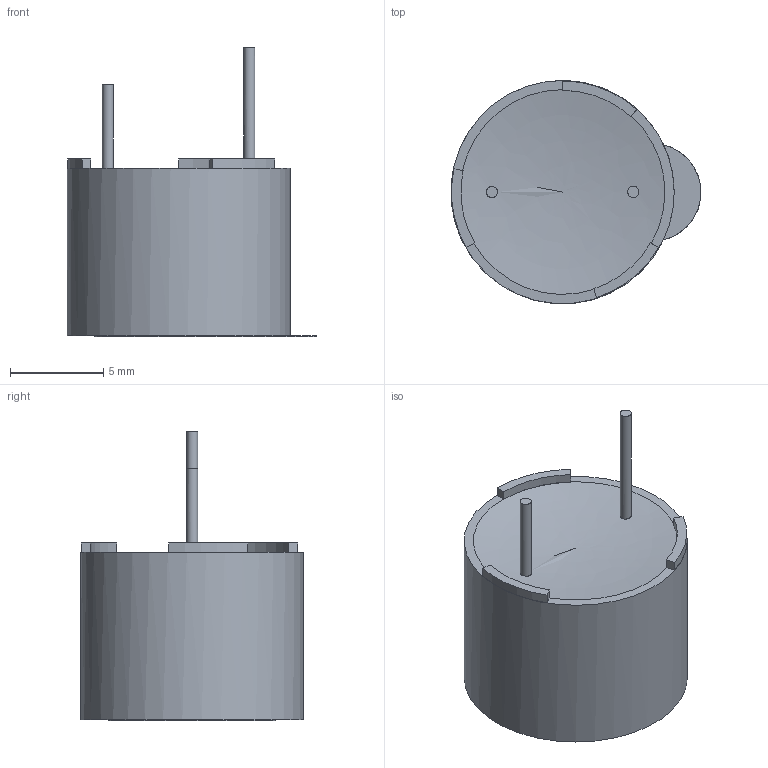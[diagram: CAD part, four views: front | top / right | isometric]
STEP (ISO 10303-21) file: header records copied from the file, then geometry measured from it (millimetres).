
FILE_DESCRIPTION(/* description */ (''),/* implementation_level */ '2;1');
FILE_NAME(/* name */ 'AI-1223-TWT-5V-5-R.ipt.stp',/* time_stamp */ '2020-05-28T11:24:47-04:00',/* author */ ('J.D.'),/* organization */ (''),/* preprocessor_version */ 'ST-DEVELOPER v16.1',/* originating_system */ 'Autodesk Inventor 2016',/* authorisation */ '');
FILE_SCHEMA (('AUTOMOTIVE_DESIGN { 1 0 10303 214 3 1 1 }'));
Length unit declared in the file: millimetre
Products named in the file (1): AI-1223-TWT-5V-5-R
Bounding box: 13.43 x 11.98 x 15.55 mm (x, y, z)
Volume: 718.6 mm3; surface area: 914.7 mm2
Topology: 1 solids, 2 shells, 37 faces, 84 edges, 53 vertices
Faces by surface type: plane 23, cylinder 13, bspline 1
Full cylindrical faces by diameter (mm): 0.6 x2, 2.2 x1, 11 x1, 12 x1
Entity records: 1222 total; most frequent: CARTESIAN_POINT 310, DIRECTION 180, ORIENTED_EDGE 154, EDGE_CURVE 77, AXIS2_PLACEMENT_3D 71, VERTEX_POINT 52, EDGE_LOOP 45, LINE 38
